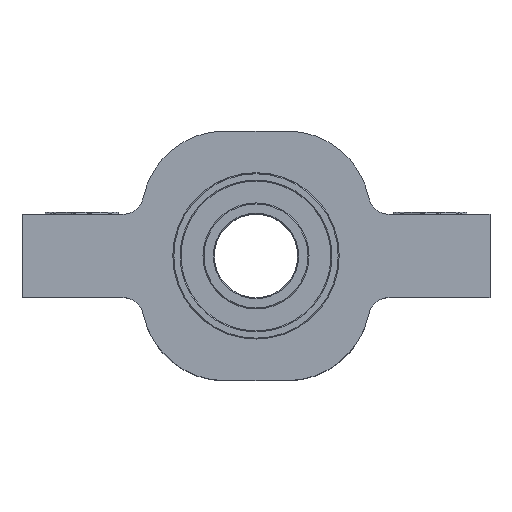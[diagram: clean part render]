
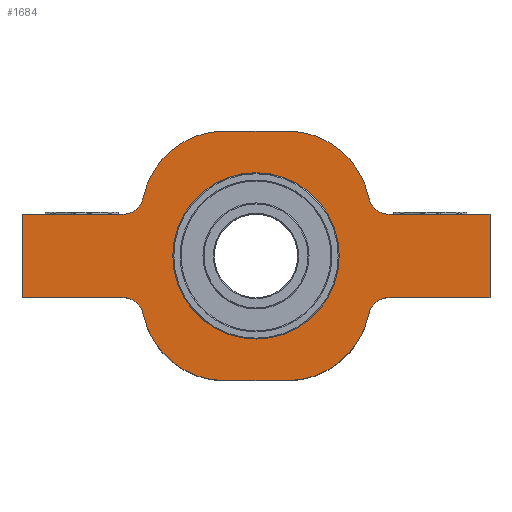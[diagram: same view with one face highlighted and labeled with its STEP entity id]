
A CAD part, top view. The second image highlights one B-rep face of the part: STEP entity #1684.
In plain terms, the highlighted planar face has unit normal (0, 0, 1).
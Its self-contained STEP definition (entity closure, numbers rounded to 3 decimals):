
#146=FACE_BOUND('',#422,.T.);
#191=PLANE('',#1895);
#295=FACE_OUTER_BOUND('',#421,.T.);
#421=EDGE_LOOP('',(#1540,#1541,#1542,#1543,#1544,#1545,#1546,#1547,#1548,
#1549,#1550,#1551,#1552,#1553,#1554,#1555));
#422=EDGE_LOOP('',(#1556));
#501=LINE('',#3662,#608);
#506=LINE('',#3679,#613);
#517=LINE('',#3715,#624);
#519=LINE('',#3721,#626);
#525=LINE('',#3742,#632);
#526=LINE('',#3745,#633);
#528=LINE('',#3748,#635);
#529=LINE('',#3750,#636);
#608=VECTOR('',#2271,10.);
#613=VECTOR('',#2286,10.);
#624=VECTOR('',#2323,10.);
#626=VECTOR('',#2331,10.);
#632=VECTOR('',#2357,10.);
#633=VECTOR('',#2360,10.);
#635=VECTOR('',#2364,10.);
#636=VECTOR('',#2367,10.);
#693=CIRCLE('',#1853,2.);
#695=CIRCLE('',#1856,8.);
#697=CIRCLE('',#1859,2.);
#700=CIRCLE('',#1864,2.);
#702=CIRCLE('',#1868,2.);
#704=CIRCLE('',#1871,8.);
#705=CIRCLE('',#1873,8.);
#709=CIRCLE('',#1880,8.);
#713=CIRCLE('',#1890,8.);
#825=VERTEX_POINT('',#3637);
#826=VERTEX_POINT('',#3639);
#828=VERTEX_POINT('',#3645);
#831=VERTEX_POINT('',#3652);
#832=VERTEX_POINT('',#3654);
#834=VERTEX_POINT('',#3660);
#838=VERTEX_POINT('',#3669);
#839=VERTEX_POINT('',#3671);
#841=VERTEX_POINT('',#3677);
#844=VERTEX_POINT('',#3684);
#845=VERTEX_POINT('',#3686);
#847=VERTEX_POINT('',#3692);
#848=VERTEX_POINT('',#3696);
#854=VERTEX_POINT('',#3717);
#858=VERTEX_POINT('',#3736);
#859=VERTEX_POINT('',#3740);
#860=VERTEX_POINT('',#3744);
#1037=EDGE_CURVE('',#825,#826,#693,.T.);
#1041=EDGE_CURVE('',#828,#825,#695,.T.);
#1044=EDGE_CURVE('',#831,#832,#697,.T.);
#1048=EDGE_CURVE('',#831,#834,#501,.T.);
#1052=EDGE_CURVE('',#838,#839,#700,.T.);
#1056=EDGE_CURVE('',#838,#841,#506,.T.);
#1059=EDGE_CURVE('',#844,#845,#702,.T.);
#1063=EDGE_CURVE('',#847,#844,#704,.T.);
#1064=EDGE_CURVE('',#832,#848,#705,.T.);
#1075=EDGE_CURVE('',#828,#848,#517,.T.);
#1076=EDGE_CURVE('',#839,#854,#709,.T.);
#1078=EDGE_CURVE('',#847,#854,#519,.T.);
#1085=EDGE_CURVE('',#858,#858,#713,.T.);
#1088=EDGE_CURVE('',#841,#859,#525,.T.);
#1089=EDGE_CURVE('',#860,#845,#526,.T.);
#1091=EDGE_CURVE('',#834,#860,#528,.T.);
#1092=EDGE_CURVE('',#859,#826,#529,.T.);
#1540=ORIENTED_EDGE('',*,*,#1048,.T.);
#1541=ORIENTED_EDGE('',*,*,#1091,.T.);
#1542=ORIENTED_EDGE('',*,*,#1089,.T.);
#1543=ORIENTED_EDGE('',*,*,#1059,.F.);
#1544=ORIENTED_EDGE('',*,*,#1063,.F.);
#1545=ORIENTED_EDGE('',*,*,#1078,.T.);
#1546=ORIENTED_EDGE('',*,*,#1076,.F.);
#1547=ORIENTED_EDGE('',*,*,#1052,.F.);
#1548=ORIENTED_EDGE('',*,*,#1056,.T.);
#1549=ORIENTED_EDGE('',*,*,#1088,.T.);
#1550=ORIENTED_EDGE('',*,*,#1092,.T.);
#1551=ORIENTED_EDGE('',*,*,#1037,.F.);
#1552=ORIENTED_EDGE('',*,*,#1041,.F.);
#1553=ORIENTED_EDGE('',*,*,#1075,.T.);
#1554=ORIENTED_EDGE('',*,*,#1064,.F.);
#1555=ORIENTED_EDGE('',*,*,#1044,.F.);
#1556=ORIENTED_EDGE('',*,*,#1085,.T.);
#1684=ADVANCED_FACE('',(#295,#146),#191,.T.);
#1853=AXIS2_PLACEMENT_3D('',#3640,#2249,#2250);
#1856=AXIS2_PLACEMENT_3D('',#3647,#2257,#2258);
#1859=AXIS2_PLACEMENT_3D('',#3655,#2264,#2265);
#1864=AXIS2_PLACEMENT_3D('',#3672,#2279,#2280);
#1868=AXIS2_PLACEMENT_3D('',#3687,#2292,#2293);
#1871=AXIS2_PLACEMENT_3D('',#3694,#2300,#2301);
#1873=AXIS2_PLACEMENT_3D('',#3697,#2304,#2305);
#1880=AXIS2_PLACEMENT_3D('',#3718,#2326,#2327);
#1890=AXIS2_PLACEMENT_3D('',#3737,#2351,#2352);
#1895=AXIS2_PLACEMENT_3D('',#3751,#2368,#2369);
#2249=DIRECTION('center_axis',(0.,0.,1.));
#2250=DIRECTION('ref_axis',(0.632,0.775,0.));
#2257=DIRECTION('center_axis',(0.,0.,-1.));
#2258=DIRECTION('ref_axis',(-0.707,-0.707,0.));
#2264=DIRECTION('center_axis',(0.,0.,1.));
#2265=DIRECTION('ref_axis',(-0.632,0.775,0.));
#2271=DIRECTION('',(1.,0.,0.));
#2279=DIRECTION('center_axis',(0.,0.,1.));
#2280=DIRECTION('ref_axis',(0.632,-0.775,0.));
#2286=DIRECTION('',(-1.,0.,0.));
#2292=DIRECTION('center_axis',(0.,0.,1.));
#2293=DIRECTION('ref_axis',(-0.632,-0.775,0.));
#2300=DIRECTION('center_axis',(0.,0.,-1.));
#2301=DIRECTION('ref_axis',(0.707,0.707,0.));
#2304=DIRECTION('center_axis',(0.,0.,-1.));
#2305=DIRECTION('ref_axis',(0.707,-0.707,0.));
#2323=DIRECTION('',(1.,0.,0.));
#2326=DIRECTION('center_axis',(0.,0.,-1.));
#2327=DIRECTION('ref_axis',(-0.707,0.707,0.));
#2331=DIRECTION('',(-1.,0.,0.));
#2351=DIRECTION('center_axis',(0.,0.,-1.));
#2352=DIRECTION('ref_axis',(1.,0.,0.));
#2357=DIRECTION('',(0.,-1.,0.));
#2360=DIRECTION('',(-1.,0.,0.));
#2364=DIRECTION('',(0.,1.,0.));
#2367=DIRECTION('',(1.,0.,0.));
#2368=DIRECTION('center_axis',(0.,0.,1.));
#2369=DIRECTION('ref_axis',(1.,0.,0.));
#3637=CARTESIAN_POINT('',(11.662,-1.6,15.));
#3639=CARTESIAN_POINT('',(9.702,0.,15.));
#3640=CARTESIAN_POINT('Origin',(9.702,-2.,15.));
#3645=CARTESIAN_POINT('',(19.5,-8.,15.));
#3647=CARTESIAN_POINT('Origin',(19.5,0.,15.));
#3652=CARTESIAN_POINT('',(35.298,0.,15.));
#3654=CARTESIAN_POINT('',(33.338,-1.6,15.));
#3655=CARTESIAN_POINT('Origin',(35.298,-2.,15.));
#3660=CARTESIAN_POINT('',(45.,0.,15.));
#3662=CARTESIAN_POINT('',(33.5,0.,15.));
#3669=CARTESIAN_POINT('',(9.702,8.,15.));
#3671=CARTESIAN_POINT('',(11.662,9.6,15.));
#3672=CARTESIAN_POINT('Origin',(9.702,10.,15.));
#3677=CARTESIAN_POINT('',(0.,8.,15.));
#3679=CARTESIAN_POINT('',(11.5,8.,15.));
#3684=CARTESIAN_POINT('',(33.338,9.6,15.));
#3686=CARTESIAN_POINT('',(35.298,8.,15.));
#3687=CARTESIAN_POINT('Origin',(35.298,10.,15.));
#3692=CARTESIAN_POINT('',(25.5,16.,15.));
#3694=CARTESIAN_POINT('Origin',(25.5,8.,15.));
#3696=CARTESIAN_POINT('',(25.5,-8.,15.));
#3697=CARTESIAN_POINT('Origin',(25.5,0.,15.));
#3715=CARTESIAN_POINT('',(11.5,-8.,15.));
#3717=CARTESIAN_POINT('',(19.5,16.,15.));
#3718=CARTESIAN_POINT('Origin',(19.5,8.,15.));
#3721=CARTESIAN_POINT('',(33.5,16.,15.));
#3736=CARTESIAN_POINT('',(14.5,4.,15.));
#3737=CARTESIAN_POINT('Origin',(22.5,4.,15.));
#3740=CARTESIAN_POINT('',(0.,0.,15.));
#3742=CARTESIAN_POINT('',(0.,0.,15.));
#3744=CARTESIAN_POINT('',(45.,8.,15.));
#3745=CARTESIAN_POINT('',(45.,8.,15.));
#3748=CARTESIAN_POINT('',(45.,0.,15.));
#3750=CARTESIAN_POINT('',(0.,0.,15.));
#3751=CARTESIAN_POINT('Origin',(22.5,4.,15.));
